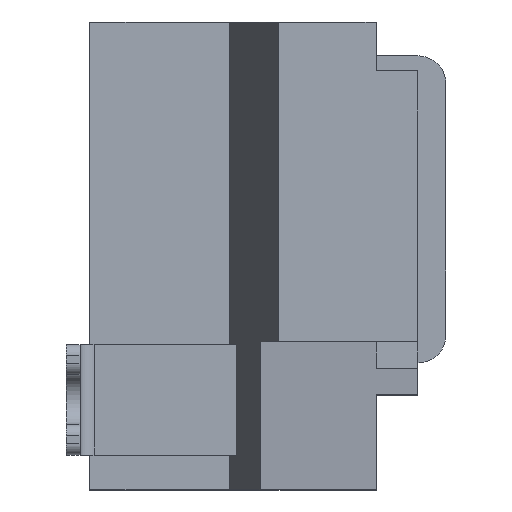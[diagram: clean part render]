
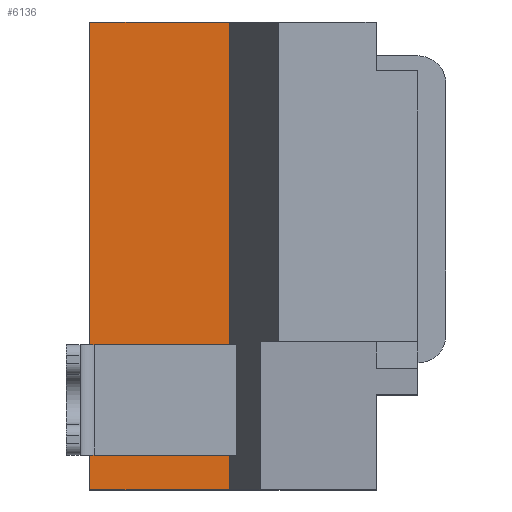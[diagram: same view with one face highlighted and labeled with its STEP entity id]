
A CAD part, top view. The second image highlights one B-rep face of the part: STEP entity #6136.
In plain terms, the highlighted planar face has unit normal (0, 0, 1).
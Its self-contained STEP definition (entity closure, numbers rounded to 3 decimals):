
#4367=DIRECTION('',(0.,1.,0.));
#4368=VECTOR('',#4367,33.5);
#4369=CARTESIAN_POINT('',(-4.5,-20.1,6.));
#4370=LINE('',#4369,#4368);
#4402=DIRECTION('',(1.,0.,0.));
#4403=VECTOR('',#4402,10.);
#4404=CARTESIAN_POINT('',(-14.5,-20.1,6.));
#4405=LINE('',#4404,#4403);
#4437=DIRECTION('',(0.,1.,0.));
#4438=VECTOR('',#4437,33.5);
#4439=CARTESIAN_POINT('',(-14.5,-20.1,6.));
#4440=LINE('',#4439,#4438);
#4444=DIRECTION('',(1.,0.,0.));
#4445=VECTOR('',#4444,10.);
#4446=CARTESIAN_POINT('',(-14.5,13.4,6.));
#4447=LINE('',#4446,#4445);
#5395=CARTESIAN_POINT('',(-4.5,-20.1,6.));
#5396=VERTEX_POINT('',#5395);
#5397=CARTESIAN_POINT('',(-4.5,13.4,6.));
#5398=VERTEX_POINT('',#5397);
#5401=CARTESIAN_POINT('',(-14.5,-20.1,6.));
#5402=VERTEX_POINT('',#5401);
#5403=CARTESIAN_POINT('',(-14.5,13.4,6.));
#5404=VERTEX_POINT('',#5403);
#6124=CARTESIAN_POINT('',(-4.5,-11.,6.));
#6125=DIRECTION('',(0.,0.,1.));
#6126=DIRECTION('',(-1.,0.,0.));
#6127=AXIS2_PLACEMENT_3D('',#6124,#6125,#6126);
#6128=PLANE('',#6127);
#6129=ORIENTED_EDGE('',*,*,#6044,.F.);
#6130=ORIENTED_EDGE('',*,*,#6071,.F.);
#6131=ORIENTED_EDGE('',*,*,#6108,.T.);
#6133=ORIENTED_EDGE('',*,*,#6132,.T.);
#6134=EDGE_LOOP('',(#6129,#6130,#6131,#6133));
#6135=FACE_OUTER_BOUND('',#6134,.F.);
#6044=EDGE_CURVE('',#5396,#5398,#4370,.T.);
#6071=EDGE_CURVE('',#5402,#5396,#4405,.T.);
#6108=EDGE_CURVE('',#5402,#5404,#4440,.T.);
#6132=EDGE_CURVE('',#5404,#5398,#4447,.T.);
#6136=ADVANCED_FACE('',(#6135),#6128,.T.);
